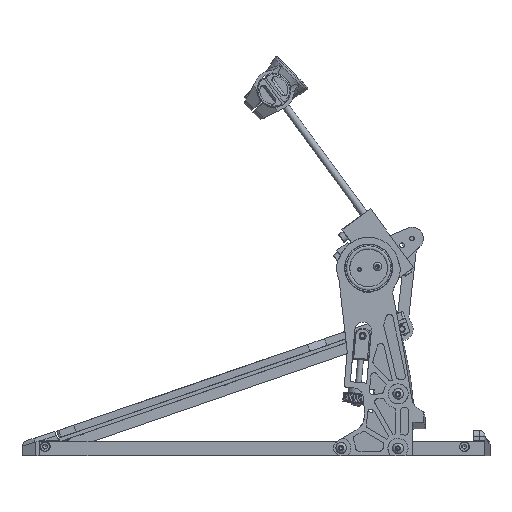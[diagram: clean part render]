
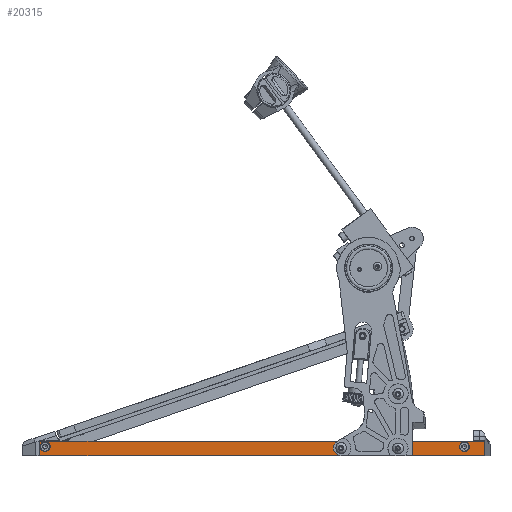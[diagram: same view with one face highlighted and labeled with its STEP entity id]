
A CAD part, front view. The second image highlights one B-rep face of the part: STEP entity #20315.
In plain terms, the highlighted planar face has unit normal (-0.069, -0.998, 0).
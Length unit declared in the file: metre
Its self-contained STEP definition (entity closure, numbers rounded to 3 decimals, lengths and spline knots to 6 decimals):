
#1671=CIRCLE('',#22652,0.00275);
#1672=CIRCLE('',#22653,0.00275);
#1673=CIRCLE('',#22654,0.00275);
#1674=CIRCLE('',#22655,0.00275);
#5426=ORIENTED_EDGE('',*,*,#9771,.F.);
#5427=ORIENTED_EDGE('',*,*,#9772,.F.);
#5428=ORIENTED_EDGE('',*,*,#9773,.F.);
#5429=ORIENTED_EDGE('',*,*,#9774,.F.);
#5430=ORIENTED_EDGE('',*,*,#9775,.F.);
#5431=ORIENTED_EDGE('',*,*,#9776,.T.);
#5432=ORIENTED_EDGE('',*,*,#9777,.T.);
#5433=ORIENTED_EDGE('',*,*,#9778,.F.);
#9771=EDGE_CURVE('',#12212,#12212,#1671,.T.);
#9772=EDGE_CURVE('',#12213,#12213,#1672,.F.);
#9773=EDGE_CURVE('',#12214,#12214,#1673,.F.);
#9774=EDGE_CURVE('',#12215,#12215,#1674,.T.);
#9775=EDGE_CURVE('',#12216,#12217,#13839,.T.);
#9776=EDGE_CURVE('',#12216,#12218,#13840,.T.);
#9777=EDGE_CURVE('',#12218,#12219,#13841,.T.);
#9778=EDGE_CURVE('',#12217,#12219,#13842,.T.);
#12212=VERTEX_POINT('',#33702);
#12213=VERTEX_POINT('',#33704);
#12214=VERTEX_POINT('',#33706);
#12215=VERTEX_POINT('',#33708);
#12216=VERTEX_POINT('',#33710);
#12217=VERTEX_POINT('',#33711);
#12218=VERTEX_POINT('',#33713);
#12219=VERTEX_POINT('',#33715);
#13839=LINE('',#33709,#15255);
#13840=LINE('',#33712,#15256);
#13841=LINE('',#33714,#15257);
#13842=LINE('',#33716,#15258);
#15255=VECTOR('',#27131,1.);
#15256=VECTOR('',#27132,1.);
#15257=VECTOR('',#27133,1.);
#15258=VECTOR('',#27134,1.);
#16867=EDGE_LOOP('',(#5426));
#16868=EDGE_LOOP('',(#5427));
#16869=EDGE_LOOP('',(#5428));
#16870=EDGE_LOOP('',(#5429));
#16871=EDGE_LOOP('',(#5430,#5431,#5432,#5433));
#18478=FACE_BOUND('',#16867,.T.);
#18479=FACE_BOUND('',#16868,.T.);
#18480=FACE_BOUND('',#16869,.T.);
#18481=FACE_BOUND('',#16870,.T.);
#18482=FACE_BOUND('',#16871,.T.);
#19477=PLANE('',#22651);
#20315=ADVANCED_FACE('',(#18478,#18479,#18480,#18481,#18482),#19477,.F.);
#22651=AXIS2_PLACEMENT_3D('',#33700,#27121,#27122);
#22652=AXIS2_PLACEMENT_3D('',#33701,#27123,#27124);
#22653=AXIS2_PLACEMENT_3D('',#33703,#27125,#27126);
#22654=AXIS2_PLACEMENT_3D('',#33705,#27127,#27128);
#22655=AXIS2_PLACEMENT_3D('',#33707,#27129,#27130);
#27121=DIRECTION('',(0.069,0.998,0.));
#27122=DIRECTION('',(-0.998,0.069,0.));
#27123=DIRECTION('',(-0.069,-0.998,0.));
#27124=DIRECTION('',(0.998,-0.069,0.));
#27125=DIRECTION('',(0.069,0.998,0.));
#27126=DIRECTION('',(-0.998,0.069,0.));
#27127=DIRECTION('',(0.069,0.998,0.));
#27128=DIRECTION('',(-0.998,0.069,0.));
#27129=DIRECTION('',(-0.069,-0.998,0.));
#27130=DIRECTION('',(0.998,-0.069,0.));
#27131=DIRECTION('',(0.,0.,1.));
#27132=DIRECTION('',(0.998,-0.069,0.));
#27133=DIRECTION('',(0.,0.,1.));
#27134=DIRECTION('',(0.998,-0.069,0.));
#33700=CARTESIAN_POINT('',(-0.288841,-0.042,0.00635));
#33701=CARTESIAN_POINT('',(0.084432,-0.067786,0.007938));
#33702=CARTESIAN_POINT('',(0.087176,-0.067976,0.007938));
#33703=CARTESIAN_POINT('',(0.027328,-0.063841,0.00635));
#33704=CARTESIAN_POINT('',(0.024584,-0.063652,0.00635));
#33705=CARTESIAN_POINT('',(-0.022637,-0.06039,0.006806));
#33706=CARTESIAN_POINT('',(-0.02538,-0.0602,0.006806));
#33707=CARTESIAN_POINT('',(-0.284087,-0.042328,0.007938));
#33708=CARTESIAN_POINT('',(-0.281344,-0.042518,0.007938));
#33709=CARTESIAN_POINT('',(-0.288839,-0.042,0.00635));
#33710=CARTESIAN_POINT('',(-0.288839,-0.042,0.));
#33711=CARTESIAN_POINT('',(-0.288839,-0.042,0.0127));
#33712=CARTESIAN_POINT('',(-0.288841,-0.042,0.));
#33713=CARTESIAN_POINT('',(0.102,-0.069,0.));
#33714=CARTESIAN_POINT('',(0.102,-0.069,0.00635));
#33715=CARTESIAN_POINT('',(0.102,-0.069,0.0127));
#33716=CARTESIAN_POINT('',(-0.288841,-0.042,0.0127));
